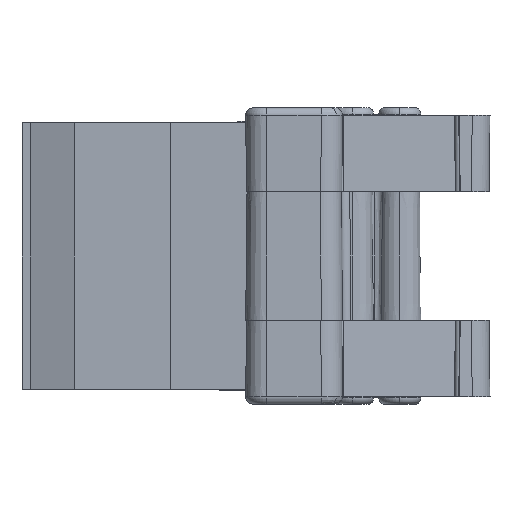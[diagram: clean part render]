
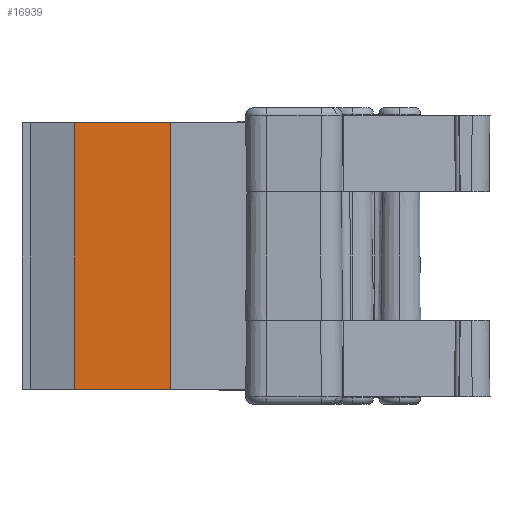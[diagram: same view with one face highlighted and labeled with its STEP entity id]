
A CAD part, left-side view. The second image highlights one B-rep face of the part: STEP entity #16939.
In plain terms, the highlighted planar face has unit normal (-1, 0, 0).
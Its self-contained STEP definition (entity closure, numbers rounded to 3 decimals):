
#5383 = FACE_OUTER_BOUND ( 'NONE', #24361, .T. ) ;
#6347 = AXIS2_PLACEMENT_3D ( 'NONE', #7965, #7985, #7987 ) ;
#7965 = CARTESIAN_POINT ( 'NONE',  ( -35.16, 31.8, 36.824 ) ) ;
#7981 = PLANE ( 'NONE',  #6347 ) ;
#7985 = DIRECTION ( 'NONE',  ( -1., 0., 0. ) ) ;
#7987 = DIRECTION ( 'NONE',  ( 0., 1., 0. ) ) ;
#13297 = EDGE_CURVE ( 'NONE', #29395, #29397, #58256, .T. ) ;
#13298 = EDGE_CURVE ( 'NONE', #29395, #29402, #58260, .T. ) ;
#13370 = EDGE_CURVE ( 'NONE', #29397, #29404, #58378, .T. ) ;
#13371 = EDGE_CURVE ( 'NONE', #29404, #29402, #58368, .T. ) ;
#16939 = ADVANCED_FACE ( 'NONE', ( #5383 ), #7981, .T. ) ;
#21077 = ORIENTED_EDGE ( 'NONE', *, *, #13297, .F. ) ;
#21078 = ORIENTED_EDGE ( 'NONE', *, *, #13298, .T. ) ;
#21079 = ORIENTED_EDGE ( 'NONE', *, *, #13371, .F. ) ;
#21080 = ORIENTED_EDGE ( 'NONE', *, *, #13370, .F. ) ;
#24361 = EDGE_LOOP ( 'NONE', ( #21077, #21078, #21079, #21080 ) ) ;
#29395 = VERTEX_POINT ( 'NONE', #45398 ) ;
#29397 = VERTEX_POINT ( 'NONE', #45400 ) ;
#29402 = VERTEX_POINT ( 'NONE', #45405 ) ;
#29404 = VERTEX_POINT ( 'NONE', #45407 ) ;
#45398 = CARTESIAN_POINT ( 'NONE',  ( -35.16, 31.8, 15.8 ) ) ;
#45400 = CARTESIAN_POINT ( 'NONE',  ( -35.16, 20.4, 15.8 ) ) ;
#45405 = CARTESIAN_POINT ( 'NONE',  ( -35.16, 31.8, -15.8 ) ) ;
#45407 = CARTESIAN_POINT ( 'NONE',  ( -35.16, 20.4, -15.8 ) ) ;
#58256 = LINE ( 'NONE', #61560, #58261 ) ;
#58260 = LINE ( 'NONE', #61571, #58263 ) ;
#58261 = VECTOR ( 'NONE', #61570, 1000. ) ;
#58263 = VECTOR ( 'NONE', #61573, 1000. ) ;
#58368 = LINE ( 'NONE', #61760, #58383 ) ;
#58378 = LINE ( 'NONE', #61776, #58381 ) ;
#58381 = VECTOR ( 'NONE', #61777, 1000. ) ;
#58383 = VECTOR ( 'NONE', #61778, 1000. ) ;
#61560 = CARTESIAN_POINT ( 'NONE',  ( -35.16, 31.8, 15.8 ) ) ;
#61570 = DIRECTION ( 'NONE',  ( 0., -1., 0. ) ) ;
#61571 = CARTESIAN_POINT ( 'NONE',  ( -35.16, 31.8, 36.824 ) ) ;
#61573 = DIRECTION ( 'NONE',  ( 0., 0., -1. ) ) ;
#61760 = CARTESIAN_POINT ( 'NONE',  ( -35.16, 31.8, -15.8 ) ) ;
#61776 = CARTESIAN_POINT ( 'NONE',  ( -35.16, 20.4, 36.824 ) ) ;
#61777 = DIRECTION ( 'NONE',  ( 0., 0., -1. ) ) ;
#61778 = DIRECTION ( 'NONE',  ( 0., 1., 0. ) ) ;
